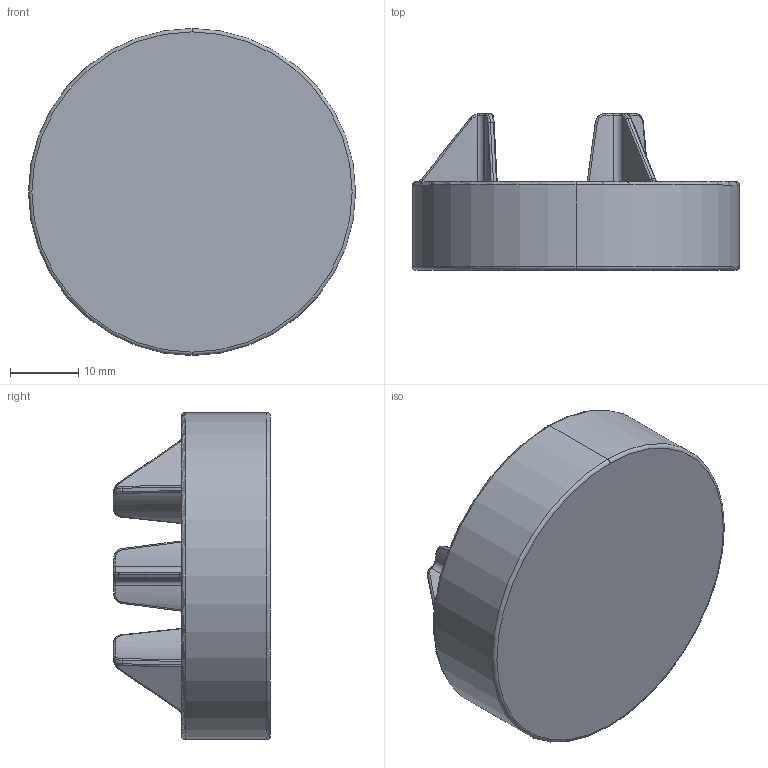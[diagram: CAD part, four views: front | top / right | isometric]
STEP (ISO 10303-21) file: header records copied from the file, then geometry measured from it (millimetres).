
FILE_DESCRIPTION (( 'STEP AP203' ), '1' );
FILE_NAME ('3. Cylinder.STEP', '2020-03-20T05:51:42', ( '' ), ( '' ), 'SwSTEP 2.0', 'SolidWorks 2018', '' );
FILE_SCHEMA (( 'CONFIG_CONTROL_DESIGN' ));
Length unit declared in the file: millimetre
Products named in the file (1): 3. Cylinder
Bounding box: 48 x 23 x 48 mm (x, y, z)
Volume: 4798.9 mm3; surface area: 9486.4 mm2
Topology: 1 solids, 1 shells, 193 faces, 453 edges, 256 vertices
Faces by surface type: bspline 60, torus 58, cylinder 46, plane 20, sphere 6, cone 3
Entity records: 6751 total; most frequent: CARTESIAN_POINT 2673, ORIENTED_EDGE 894, DIRECTION 822, EDGE_CURVE 447, AXIS2_PLACEMENT_3D 379, VERTEX_POINT 256, CIRCLE 245, ADVANCED_FACE 193
